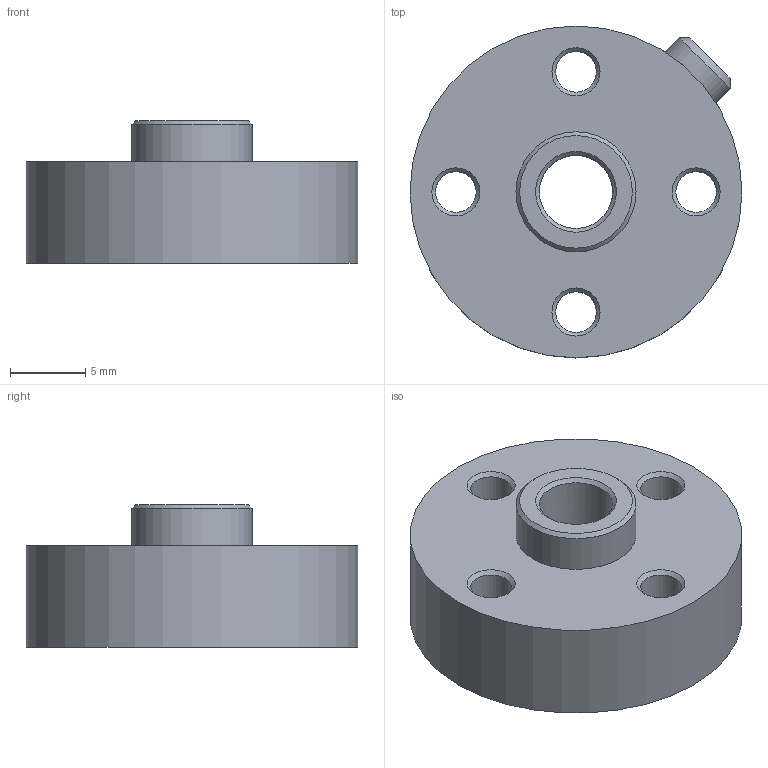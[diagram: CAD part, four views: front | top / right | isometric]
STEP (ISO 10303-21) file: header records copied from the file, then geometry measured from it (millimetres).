
FILE_DESCRIPTION(/* description */ (''),/* implementation_level */ '2;1');
FILE_NAME(/* name */ 'Tetrix_739172.iam.stp',/* time_stamp */ '2014-12-18T17:49:30-08:00',/* author */ ('Autodesk Inc.'),/* organization */ ('Autodesk Inc.'),/* preprocessor_version */ 'ST-DEVELOPER v15.6',/* originating_system */ 'Autodesk Inventor 2015',/* authorisation */ '');
FILE_SCHEMA (('AUTOMOTIVE_DESIGN { 1 0 10303 214 3 1 1 }'));
Length unit declared in the file: millimetre
Products named in the file (3): Tetrix_739172_Collar; Tetrix_739172_Screw; Tetrix_739172
Assembly tree (2 placements, depth 2):
  Tetrix_739172
    Tetrix_739172_Collar
    Tetrix_739172_Screw
Bounding box: 22.1 x 22.1 x 9.5 mm (x, y, z)
Volume: 2401 mm3; surface area: 1826.4 mm2
Topology: 2 solids, 2 shells, 36 faces, 92 edges, 61 vertices
Faces by surface type: cone 13, plane 12, cylinder 9, bspline 2
Full cylindrical faces by diameter (mm): 2.705 x4, 4.04 x1, 4.826 x1, 4.875 x1, 8 x1, 22.1 x1
Entity records: 1362 total; most frequent: CARTESIAN_POINT 526, DIRECTION 156, ORIENTED_EDGE 108, EDGE_LOOP 72, AXIS2_PLACEMENT_3D 68, EDGE_CURVE 54, VERTEX_POINT 46, STYLED_ITEM 38
